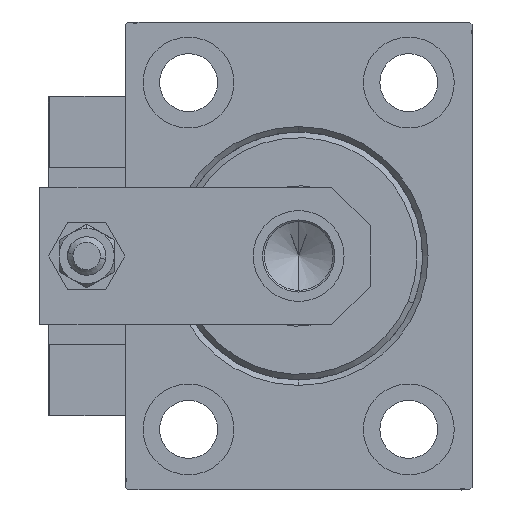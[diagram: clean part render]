
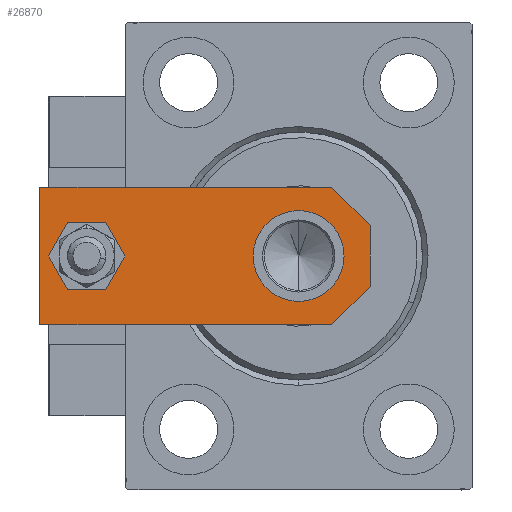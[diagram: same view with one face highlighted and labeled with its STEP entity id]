
A CAD part, left-side view. The second image highlights one B-rep face of the part: STEP entity #26870.
In plain terms, the highlighted face is planar.
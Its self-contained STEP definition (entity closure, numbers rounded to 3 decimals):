
#502 = AXIS2_PLACEMENT_3D ( 'NONE', #10675, #22599, #22342 ) ;
#2364 = CARTESIAN_POINT ( 'NONE',  ( 12.5, 60., 6. ) ) ;
#2571 = VERTEX_POINT ( 'NONE', #14159 ) ;
#2754 = CARTESIAN_POINT ( 'NONE',  ( -5.5, 0., 6. ) ) ;
#3213 = CARTESIAN_POINT ( 'NONE',  ( 12.5, 7., 6. ) ) ;
#3895 = ORIENTED_EDGE ( 'NONE', *, *, #50661, .T. ) ;
#4146 = CIRCLE ( 'NONE', #27353, 4. ) ;
#4846 = EDGE_LOOP ( 'NONE', ( #6600, #29962, #3895, #40111, #39020, #34288 ) ) ;
#5934 = DIRECTION ( 'NONE',  ( 1., 0., 0. ) ) ;
#6193 = CARTESIAN_POINT ( 'NONE',  ( 0., 51.5, 6. ) ) ;
#6519 = PLANE ( 'NONE',  #502 ) ;
#6600 = ORIENTED_EDGE ( 'NONE', *, *, #47418, .T. ) ;
#7249 = EDGE_CURVE ( 'NONE', #34354, #48213, #9060, .T. ) ;
#7342 = CARTESIAN_POINT ( 'NONE',  ( -12.5, 60., 6. ) ) ;
#9060 = CIRCLE ( 'NONE', #34786, 4. ) ;
#10675 = CARTESIAN_POINT ( 'NONE',  ( 0., 0., 6. ) ) ;
#10816 = CARTESIAN_POINT ( 'NONE',  ( 12.5, 0., 6. ) ) ;
#11216 = DIRECTION ( 'NONE',  ( -1., 0., 0. ) ) ;
#11642 = EDGE_CURVE ( 'NONE', #15894, #21384, #19109, .T. ) ;
#12038 = DIRECTION ( 'NONE',  ( 0., -1., 0. ) ) ;
#12545 = CARTESIAN_POINT ( 'NONE',  ( -12.5, 60., 6. ) ) ;
#13677 = AXIS2_PLACEMENT_3D ( 'NONE', #51264, #39108, #51009 ) ;
#14159 = CARTESIAN_POINT ( 'NONE',  ( 8.25, 13., 6. ) ) ;
#14766 = VERTEX_POINT ( 'NONE', #2754 ) ;
#15106 = LINE ( 'NONE', #46730, #42219 ) ;
#15894 = VERTEX_POINT ( 'NONE', #35890 ) ;
#16375 = CARTESIAN_POINT ( 'NONE',  ( -8.25, 13., 6. ) ) ;
#17361 = DIRECTION ( 'NONE',  ( 0.707, -0.707, 0. ) ) ;
#17363 = CIRCLE ( 'NONE', #28962, 8.25 ) ;
#18077 = ORIENTED_EDGE ( 'NONE', *, *, #7249, .F. ) ;
#18707 = FACE_BOUND ( 'NONE', #43783, .T. ) ;
#19109 = LINE ( 'NONE', #27166, #24936 ) ;
#19447 = DIRECTION ( 'NONE',  ( 1., 0., 0. ) ) ;
#21384 = VERTEX_POINT ( 'NONE', #3213 ) ;
#22342 = DIRECTION ( 'NONE',  ( 1., 0., 0. ) ) ;
#22599 = DIRECTION ( 'NONE',  ( 0., 0., 1. ) ) ;
#23094 = DIRECTION ( 'NONE',  ( 0., 0., 1. ) ) ;
#24936 = VECTOR ( 'NONE', #46350, 1000. ) ;
#26870 = ADVANCED_FACE ( 'NONE', ( #18707, #37923, #34800 ), #6519, .T. ) ;
#27166 = CARTESIAN_POINT ( 'NONE',  ( 2.75, -2.75, 6. ) ) ;
#27353 = AXIS2_PLACEMENT_3D ( 'NONE', #6193, #49765, #5934 ) ;
#27612 = ORIENTED_EDGE ( 'NONE', *, *, #39922, .F. ) ;
#28031 = VECTOR ( 'NONE', #17361, 1000. ) ;
#28482 = CARTESIAN_POINT ( 'NONE',  ( 0., 51.5, 6. ) ) ;
#28962 = AXIS2_PLACEMENT_3D ( 'NONE', #43314, #23094, #19447 ) ;
#29338 = ORIENTED_EDGE ( 'NONE', *, *, #49677, .F. ) ;
#29962 = ORIENTED_EDGE ( 'NONE', *, *, #45514, .T. ) ;
#30024 = DIRECTION ( 'NONE',  ( 1., 0., 0. ) ) ;
#30273 = LINE ( 'NONE', #10816, #38736 ) ;
#30352 = VERTEX_POINT ( 'NONE', #2364 ) ;
#31353 = VECTOR ( 'NONE', #12038, 1000. ) ;
#32629 = DIRECTION ( 'NONE',  ( 0., 0., 1. ) ) ;
#32767 = LINE ( 'NONE', #12545, #31353 ) ;
#33146 = CARTESIAN_POINT ( 'NONE',  ( -12.5, 0., 6. ) ) ;
#34235 = VERTEX_POINT ( 'NONE', #16375 ) ;
#34288 = ORIENTED_EDGE ( 'NONE', *, *, #49447, .T. ) ;
#34354 = VERTEX_POINT ( 'NONE', #49269 ) ;
#34397 = CIRCLE ( 'NONE', #13677, 8.25 ) ;
#34786 = AXIS2_PLACEMENT_3D ( 'NONE', #28482, #32629, #39920 ) ;
#34800 = FACE_BOUND ( 'NONE', #35522, .T. ) ;
#35522 = EDGE_LOOP ( 'NONE', ( #29338, #27612 ) ) ;
#35890 = CARTESIAN_POINT ( 'NONE',  ( 5.5, 0., 6. ) ) ;
#36207 = VERTEX_POINT ( 'NONE', #7342 ) ;
#36458 = VECTOR ( 'NONE', #30024, 1000. ) ;
#37923 = FACE_OUTER_BOUND ( 'NONE', #4846, .T. ) ;
#38736 = VECTOR ( 'NONE', #40043, 1000. ) ;
#39020 = ORIENTED_EDGE ( 'NONE', *, *, #45160, .T. ) ;
#39108 = DIRECTION ( 'NONE',  ( 0., 0., 1. ) ) ;
#39333 = ORIENTED_EDGE ( 'NONE', *, *, #50906, .F. ) ;
#39920 = DIRECTION ( 'NONE',  ( 1., 0., 0. ) ) ;
#39922 = EDGE_CURVE ( 'NONE', #2571, #34235, #34397, .T. ) ;
#40043 = DIRECTION ( 'NONE',  ( 0., 1., 0. ) ) ;
#40111 = ORIENTED_EDGE ( 'NONE', *, *, #11642, .T. ) ;
#41522 = VERTEX_POINT ( 'NONE', #48263 ) ;
#42219 = VECTOR ( 'NONE', #11216, 1000. ) ;
#43314 = CARTESIAN_POINT ( 'NONE',  ( 0., 13., 6. ) ) ;
#43783 = EDGE_LOOP ( 'NONE', ( #39333, #18077 ) ) ;
#44107 = CARTESIAN_POINT ( 'NONE',  ( -2.75, -2.75, 6. ) ) ;
#45160 = EDGE_CURVE ( 'NONE', #21384, #30352, #30273, .T. ) ;
#45514 = EDGE_CURVE ( 'NONE', #41522, #14766, #48485, .T. ) ;
#46350 = DIRECTION ( 'NONE',  ( 0.707, 0.707, 0. ) ) ;
#46730 = CARTESIAN_POINT ( 'NONE',  ( 12.5, 60., 6. ) ) ;
#47418 = EDGE_CURVE ( 'NONE', #36207, #41522, #32767, .T. ) ;
#48115 = CARTESIAN_POINT ( 'NONE',  ( -4., 51.5, 6. ) ) ;
#48213 = VERTEX_POINT ( 'NONE', #48115 ) ;
#48263 = CARTESIAN_POINT ( 'NONE',  ( -12.5, 7., 6. ) ) ;
#48485 = LINE ( 'NONE', #44107, #28031 ) ;
#48676 = LINE ( 'NONE', #33146, #36458 ) ;
#49269 = CARTESIAN_POINT ( 'NONE',  ( 4., 51.5, 6. ) ) ;
#49447 = EDGE_CURVE ( 'NONE', #30352, #36207, #15106, .T. ) ;
#49677 = EDGE_CURVE ( 'NONE', #34235, #2571, #17363, .T. ) ;
#49765 = DIRECTION ( 'NONE',  ( 0., 0., 1. ) ) ;
#50661 = EDGE_CURVE ( 'NONE', #14766, #15894, #48676, .T. ) ;
#50906 = EDGE_CURVE ( 'NONE', #48213, #34354, #4146, .T. ) ;
#51009 = DIRECTION ( 'NONE',  ( 1., 0., 0. ) ) ;
#51264 = CARTESIAN_POINT ( 'NONE',  ( 0., 13., 6. ) ) ;
